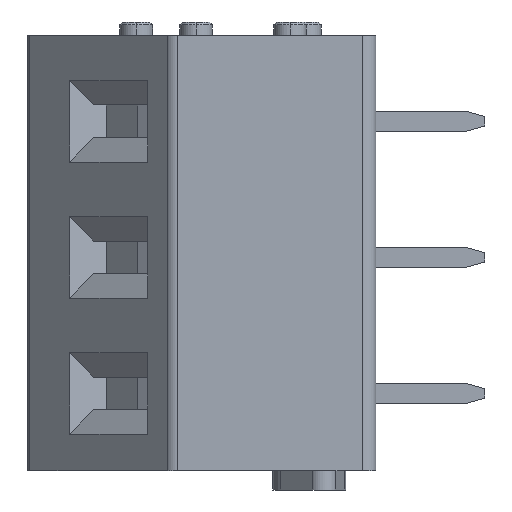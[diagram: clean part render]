
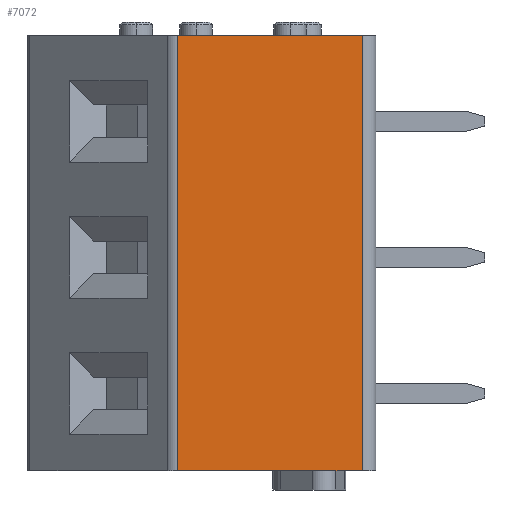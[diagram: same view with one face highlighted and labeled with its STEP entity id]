
A CAD part, left-side view. The second image highlights one B-rep face of the part: STEP entity #7072.
In plain terms, the highlighted planar face has unit normal (-1, 0, 0).
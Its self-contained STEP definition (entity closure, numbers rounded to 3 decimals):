
#1280=DIRECTION('',(0.,0.,1.));
#1281=VECTOR('',#1280,16.);
#1282=CARTESIAN_POINT('',(0.,7.293,0.));
#1283=LINE('',#1282,#1281);
#1284=DIRECTION('',(0.,0.,-1.));
#1285=VECTOR('',#1284,16.);
#1286=CARTESIAN_POINT('',(0.,0.5,16.));
#1287=LINE('',#1286,#1285);
#2172=DIRECTION('',(0.,-1.,0.));
#2173=VECTOR('',#2172,6.793);
#2174=CARTESIAN_POINT('',(0.,7.293,16.));
#2175=LINE('',#2174,#2173);
#3130=DIRECTION('',(0.,-1.,0.));
#3131=VECTOR('',#3130,6.793);
#3132=CARTESIAN_POINT('',(0.,7.293,0.));
#3133=LINE('',#3132,#3131);
#4089=CARTESIAN_POINT('',(0.,0.5,0.));
#4091=VERTEX_POINT('',#4089);
#4106=CARTESIAN_POINT('',(0.,7.293,0.));
#4108=VERTEX_POINT('',#4106);
#5109=CARTESIAN_POINT('',(0.,7.293,16.));
#5110=VERTEX_POINT('',#5109);
#5111=CARTESIAN_POINT('',(0.,0.5,16.));
#5112=VERTEX_POINT('',#5111);
#7058=CARTESIAN_POINT('',(0.,7.293,0.));
#7059=DIRECTION('',(-1.,0.,0.));
#7060=DIRECTION('',(0.,-1.,0.));
#7061=AXIS2_PLACEMENT_3D('',#7058,#7059,#7060);
#7062=PLANE('',#7061);
#7064=ORIENTED_EDGE('',*,*,#7063,.T.);
#7066=ORIENTED_EDGE('',*,*,#7065,.T.);
#7067=ORIENTED_EDGE('',*,*,#7048,.T.);
#7069=ORIENTED_EDGE('',*,*,#7068,.F.);
#7070=EDGE_LOOP('',(#7064,#7066,#7067,#7069));
#7071=FACE_OUTER_BOUND('',#7070,.F.);
#7072=ADVANCED_FACE('',(#7071),#7062,.T.);
#7048=EDGE_CURVE('',#5112,#4091,#1287,.T.);
#7063=EDGE_CURVE('',#4108,#5110,#1283,.T.);
#7065=EDGE_CURVE('',#5110,#5112,#2175,.T.);
#7068=EDGE_CURVE('',#4108,#4091,#3133,.T.);
